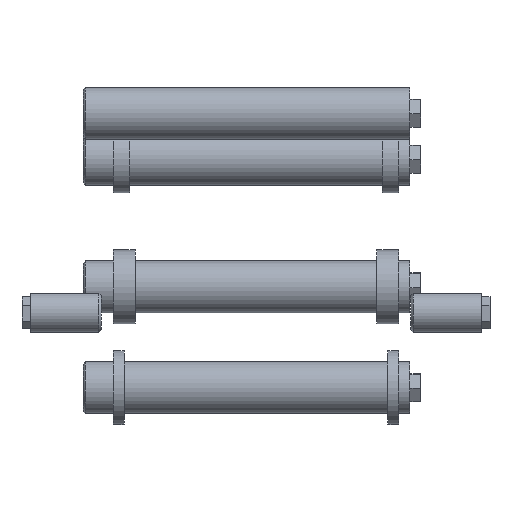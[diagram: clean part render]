
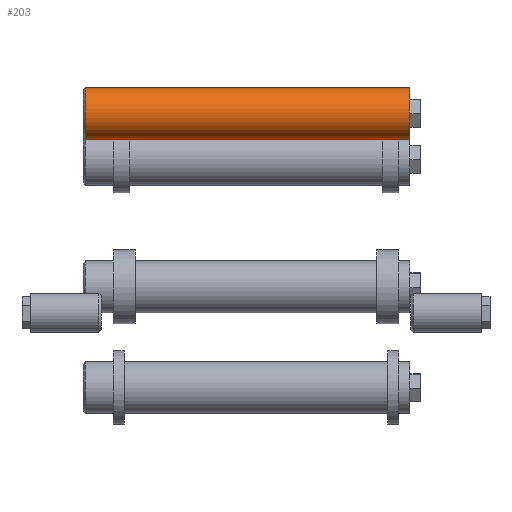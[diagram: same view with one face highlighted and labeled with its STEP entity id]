
A CAD part, top view. The second image highlights one B-rep face of the part: STEP entity #203.
In plain terms, the highlighted cylindrical face has radius 30 mm (diameter 60 mm), a full revolution.
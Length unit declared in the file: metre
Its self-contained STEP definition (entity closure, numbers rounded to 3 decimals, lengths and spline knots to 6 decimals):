
#203 = ADVANCED_FACE( '', ( #466, #467 ), #468, .T. );
#466 = FACE_OUTER_BOUND( '', #840, .T. );
#467 = FACE_OUTER_BOUND( '', #841, .T. );
#468 = CYLINDRICAL_SURFACE( '', #842, 0.03 );
#840 = EDGE_LOOP( '', ( #1227 ) );
#841 = EDGE_LOOP( '', ( #1228 ) );
#842 = AXIS2_PLACEMENT_3D( '', #1229, #1230, #1231 );
#1227 = ORIENTED_EDGE( '', *, *, #1778, .T. );
#1228 = ORIENTED_EDGE( '', *, *, #1823, .F. );
#1229 = CARTESIAN_POINT( '', ( -5.863871, -2.087539, 1.019624 ) );
#1230 = DIRECTION( '', ( -1., 0., 0. ) );
#1231 = DIRECTION( '', ( 0., 1., 0. ) );
#1778 = EDGE_CURVE( '', #2031, #2031, #2032, .F. );
#1823 = EDGE_CURVE( '', #2106, #2106, #2107, .T. );
#2031 = VERTEX_POINT( '', #2398 );
#2032 = CIRCLE( '', #2399, 0.03 );
#2106 = VERTEX_POINT( '', #2500 );
#2107 = CIRCLE( '', #2501, 0.03 );
#2398 = CARTESIAN_POINT( '', ( -0.197261, -2.087539, 1.049624 ) );
#2399 = AXIS2_PLACEMENT_3D( '', #2834, #2835, #2836 );
#2500 = CARTESIAN_POINT( '', ( 0.177576, -2.057539, 1.019624 ) );
#2501 = AXIS2_PLACEMENT_3D( '', #2879, #2880, #2881 );
#2834 = CARTESIAN_POINT( '', ( -0.197261, -2.087539, 1.019624 ) );
#2835 = DIRECTION( '', ( -1., 0., 0. ) );
#2836 = DIRECTION( '', ( 0., 0., 1. ) );
#2879 = CARTESIAN_POINT( '', ( 0.177576, -2.087539, 1.019624 ) );
#2880 = DIRECTION( '', ( 1., 0., 0. ) );
#2881 = DIRECTION( '', ( 0., 1., 0. ) );
